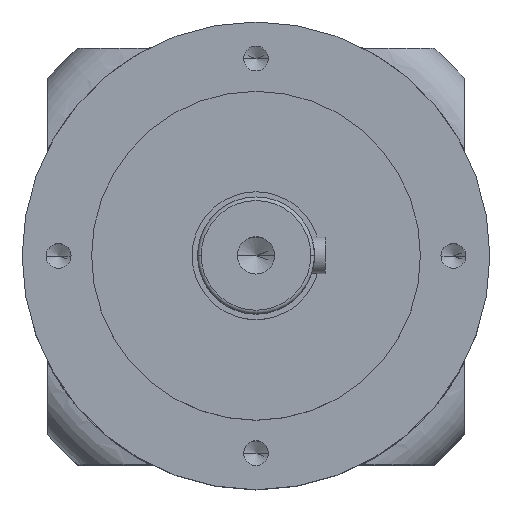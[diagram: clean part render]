
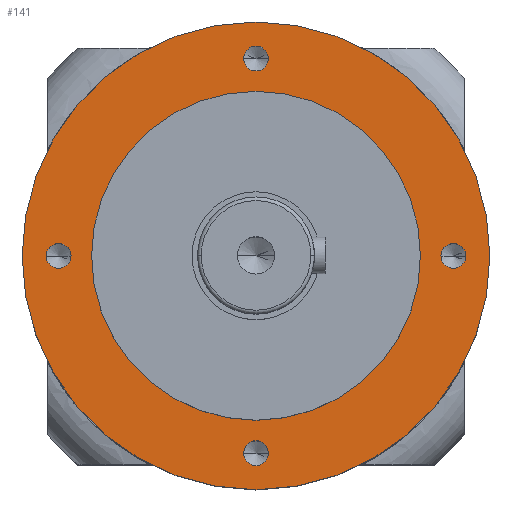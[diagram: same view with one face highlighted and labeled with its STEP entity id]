
A CAD part, top view. The second image highlights one B-rep face of the part: STEP entity #141.
In plain terms, the highlighted planar face has unit normal (0, 0, 1).
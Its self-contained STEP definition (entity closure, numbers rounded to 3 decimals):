
#141 = ADVANCED_FACE ( 'NONE', ( #7032, #1414, #1640, #3596, #8656, #6812 ), #3586, .F. ) ;
#220 = AXIS2_PLACEMENT_3D ( 'NONE', #8974, #4893, #531 ) ;
#296 = EDGE_CURVE ( 'NONE', #8020, #1043, #1862, .T. ) ;
#302 = VERTEX_POINT ( 'NONE', #4598 ) ;
#424 = ORIENTED_EDGE ( 'NONE', *, *, #5399, .T. ) ;
#494 = CARTESIAN_POINT ( 'NONE',  ( 0., 0., -70. ) ) ;
#531 = DIRECTION ( 'NONE',  ( 1., 0., 0. ) ) ;
#558 = EDGE_LOOP ( 'NONE', ( #424, #6768 ) ) ;
#593 = CARTESIAN_POINT ( 'NONE',  ( -3.4, 54., -70. ) ) ;
#710 = AXIS2_PLACEMENT_3D ( 'NONE', #5943, #1703, #6620 ) ;
#956 = AXIS2_PLACEMENT_3D ( 'NONE', #4859, #4912, #5236 ) ;
#1014 = EDGE_CURVE ( 'NONE', #2981, #1688, #5207, .T. ) ;
#1043 = VERTEX_POINT ( 'NONE', #5425 ) ;
#1224 = CARTESIAN_POINT ( 'NONE',  ( 0., 0., -70. ) ) ;
#1227 = DIRECTION ( 'NONE',  ( 1., 0., 0. ) ) ;
#1322 = EDGE_CURVE ( 'NONE', #1043, #8020, #5995, .T. ) ;
#1333 = CARTESIAN_POINT ( 'NONE',  ( 50.6, 0., -70. ) ) ;
#1405 = DIRECTION ( 'NONE',  ( 0., 0., -1. ) ) ;
#1414 = FACE_BOUND ( 'NONE', #1752, .T. ) ;
#1427 = DIRECTION ( 'NONE',  ( 0., 0., 1. ) ) ;
#1640 = FACE_BOUND ( 'NONE', #1911, .T. ) ;
#1688 = VERTEX_POINT ( 'NONE', #8389 ) ;
#1703 = DIRECTION ( 'NONE',  ( 0., 0., 1. ) ) ;
#1752 = EDGE_LOOP ( 'NONE', ( #2193, #6408 ) ) ;
#1793 = ORIENTED_EDGE ( 'NONE', *, *, #1322, .F. ) ;
#1815 = ORIENTED_EDGE ( 'NONE', *, *, #3033, .F. ) ;
#1862 = CIRCLE ( 'NONE', #956, 3.4 ) ;
#1911 = EDGE_LOOP ( 'NONE', ( #3325, #3435 ) ) ;
#1973 = DIRECTION ( 'NONE',  ( 1., 0., 0. ) ) ;
#2193 = ORIENTED_EDGE ( 'NONE', *, *, #7304, .F. ) ;
#2309 = CIRCLE ( 'NONE', #3491, 3.4 ) ;
#2518 = DIRECTION ( 'NONE',  ( 0., 0., 1. ) ) ;
#2603 = AXIS2_PLACEMENT_3D ( 'NONE', #494, #5534, #1227 ) ;
#2754 = AXIS2_PLACEMENT_3D ( 'NONE', #6704, #2518, #7430 ) ;
#2862 = EDGE_CURVE ( 'NONE', #6545, #3416, #5336, .T. ) ;
#2874 = DIRECTION ( 'NONE',  ( 0., 0., 1. ) ) ;
#2901 = DIRECTION ( 'NONE',  ( -1., 0., 0. ) ) ;
#2981 = VERTEX_POINT ( 'NONE', #3514 ) ;
#3033 = EDGE_CURVE ( 'NONE', #1688, #2981, #6387, .T. ) ;
#3325 = ORIENTED_EDGE ( 'NONE', *, *, #2862, .F. ) ;
#3416 = VERTEX_POINT ( 'NONE', #4999 ) ;
#3435 = ORIENTED_EDGE ( 'NONE', *, *, #6119, .F. ) ;
#3491 = AXIS2_PLACEMENT_3D ( 'NONE', #5712, #1427, #6369 ) ;
#3514 = CARTESIAN_POINT ( 'NONE',  ( -50.6, 0., -70. ) ) ;
#3586 = PLANE ( 'NONE',  #7952 ) ;
#3596 = FACE_BOUND ( 'NONE', #7715, .T. ) ;
#3654 = CARTESIAN_POINT ( 'NONE',  ( 0., -54., -70. ) ) ;
#3703 = CIRCLE ( 'NONE', #4652, 45. ) ;
#3789 = VERTEX_POINT ( 'NONE', #6770 ) ;
#3927 = ORIENTED_EDGE ( 'NONE', *, *, #7950, .F. ) ;
#4022 = VERTEX_POINT ( 'NONE', #6737 ) ;
#4095 = DIRECTION ( 'NONE',  ( 0., 0., 1. ) ) ;
#4141 = EDGE_CURVE ( 'NONE', #302, #6253, #5715, .T. ) ;
#4217 = VERTEX_POINT ( 'NONE', #1333 ) ;
#4300 = AXIS2_PLACEMENT_3D ( 'NONE', #5493, #5522, #5559 ) ;
#4386 = DIRECTION ( 'NONE',  ( 1., 0., 0. ) ) ;
#4424 = CARTESIAN_POINT ( 'NONE',  ( 0., 54., -70. ) ) ;
#4458 = DIRECTION ( 'NONE',  ( 0., 0., 1. ) ) ;
#4486 = DIRECTION ( 'NONE',  ( 1., 0., 0. ) ) ;
#4592 = AXIS2_PLACEMENT_3D ( 'NONE', #4424, #4458, #4486 ) ;
#4598 = CARTESIAN_POINT ( 'NONE',  ( -64., 0., -70. ) ) ;
#4619 = ORIENTED_EDGE ( 'NONE', *, *, #4644, .F. ) ;
#4644 = EDGE_CURVE ( 'NONE', #3789, #4022, #8017, .T. ) ;
#4652 = AXIS2_PLACEMENT_3D ( 'NONE', #1224, #6188, #1973 ) ;
#4859 = CARTESIAN_POINT ( 'NONE',  ( 0., 54., -70. ) ) ;
#4893 = DIRECTION ( 'NONE',  ( 0., 0., 1. ) ) ;
#4912 = DIRECTION ( 'NONE',  ( 0., 0., 1. ) ) ;
#4999 = CARTESIAN_POINT ( 'NONE',  ( -3.4, -54., -70. ) ) ;
#5087 = CIRCLE ( 'NONE', #6759, 3.4 ) ;
#5207 = CIRCLE ( 'NONE', #4300, 3.4 ) ;
#5236 = DIRECTION ( 'NONE',  ( 1., 0., 0. ) ) ;
#5314 = ORIENTED_EDGE ( 'NONE', *, *, #296, .F. ) ;
#5327 = EDGE_LOOP ( 'NONE', ( #4619, #3927 ) ) ;
#5336 = CIRCLE ( 'NONE', #5861, 3.4 ) ;
#5399 = EDGE_CURVE ( 'NONE', #6253, #302, #8814, .T. ) ;
#5425 = CARTESIAN_POINT ( 'NONE',  ( 3.4, 54., -70. ) ) ;
#5493 = CARTESIAN_POINT ( 'NONE',  ( -54., 0., -70. ) ) ;
#5522 = DIRECTION ( 'NONE',  ( 0., 0., 1. ) ) ;
#5534 = DIRECTION ( 'NONE',  ( 0., 0., 1. ) ) ;
#5559 = DIRECTION ( 'NONE',  ( 1., 0., 0. ) ) ;
#5712 = CARTESIAN_POINT ( 'NONE',  ( 54., 0., -70. ) ) ;
#5715 = CIRCLE ( 'NONE', #220, 64. ) ;
#5861 = AXIS2_PLACEMENT_3D ( 'NONE', #8204, #4095, #8882 ) ;
#5943 = CARTESIAN_POINT ( 'NONE',  ( 0., 0., -70. ) ) ;
#5995 = CIRCLE ( 'NONE', #4592, 3.4 ) ;
#6119 = EDGE_CURVE ( 'NONE', #3416, #6545, #5087, .T. ) ;
#6188 = DIRECTION ( 'NONE',  ( 0., 0., 1. ) ) ;
#6253 = VERTEX_POINT ( 'NONE', #7902 ) ;
#6369 = DIRECTION ( 'NONE',  ( 1., 0., 0. ) ) ;
#6387 = CIRCLE ( 'NONE', #7054, 3.4 ) ;
#6408 = ORIENTED_EDGE ( 'NONE', *, *, #8098, .F. ) ;
#6545 = VERTEX_POINT ( 'NONE', #7499 ) ;
#6620 = DIRECTION ( 'NONE',  ( 1., 0., 0. ) ) ;
#6680 = CARTESIAN_POINT ( 'NONE',  ( 57.4, 0., -70. ) ) ;
#6704 = CARTESIAN_POINT ( 'NONE',  ( 54., 0., -70. ) ) ;
#6737 = CARTESIAN_POINT ( 'NONE',  ( -45., 0., -70. ) ) ;
#6759 = AXIS2_PLACEMENT_3D ( 'NONE', #3654, #8474, #4386 ) ;
#6768 = ORIENTED_EDGE ( 'NONE', *, *, #4141, .T. ) ;
#6770 = CARTESIAN_POINT ( 'NONE',  ( 45., 0., -70. ) ) ;
#6812 = FACE_OUTER_BOUND ( 'NONE', #558, .T. ) ;
#7032 = FACE_BOUND ( 'NONE', #7582, .T. ) ;
#7045 = CARTESIAN_POINT ( 'NONE',  ( -54., 0., -70. ) ) ;
#7054 = AXIS2_PLACEMENT_3D ( 'NONE', #7045, #2874, #7761 ) ;
#7165 = CIRCLE ( 'NONE', #2754, 3.4 ) ;
#7304 = EDGE_CURVE ( 'NONE', #9001, #4217, #7165, .T. ) ;
#7430 = DIRECTION ( 'NONE',  ( 1., 0., 0. ) ) ;
#7499 = CARTESIAN_POINT ( 'NONE',  ( 3.4, -54., -70. ) ) ;
#7582 = EDGE_LOOP ( 'NONE', ( #1793, #5314 ) ) ;
#7715 = EDGE_LOOP ( 'NONE', ( #8166, #1815 ) ) ;
#7731 = CARTESIAN_POINT ( 'NONE',  ( 0., 64., -70. ) ) ;
#7761 = DIRECTION ( 'NONE',  ( 1., 0., 0. ) ) ;
#7902 = CARTESIAN_POINT ( 'NONE',  ( 64., 0., -70. ) ) ;
#7950 = EDGE_CURVE ( 'NONE', #4022, #3789, #3703, .T. ) ;
#7952 = AXIS2_PLACEMENT_3D ( 'NONE', #7731, #1405, #2901 ) ;
#8017 = CIRCLE ( 'NONE', #2603, 45. ) ;
#8020 = VERTEX_POINT ( 'NONE', #593 ) ;
#8098 = EDGE_CURVE ( 'NONE', #4217, #9001, #2309, .T. ) ;
#8166 = ORIENTED_EDGE ( 'NONE', *, *, #1014, .F. ) ;
#8204 = CARTESIAN_POINT ( 'NONE',  ( 0., -54., -70. ) ) ;
#8389 = CARTESIAN_POINT ( 'NONE',  ( -57.4, 0., -70. ) ) ;
#8474 = DIRECTION ( 'NONE',  ( 0., 0., 1. ) ) ;
#8656 = FACE_BOUND ( 'NONE', #5327, .T. ) ;
#8814 = CIRCLE ( 'NONE', #710, 64. ) ;
#8882 = DIRECTION ( 'NONE',  ( 1., 0., 0. ) ) ;
#8974 = CARTESIAN_POINT ( 'NONE',  ( 0., 0., -70. ) ) ;
#9001 = VERTEX_POINT ( 'NONE', #6680 ) ;
